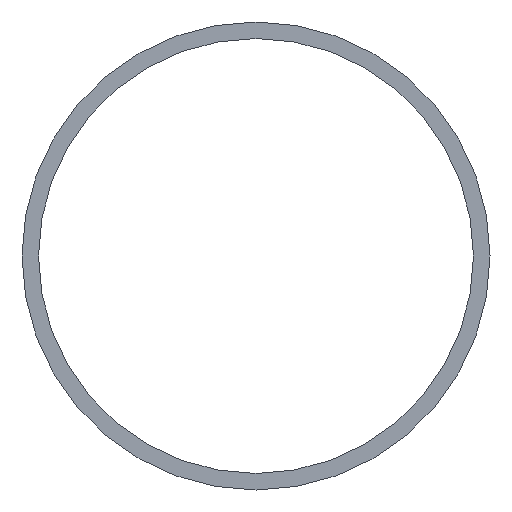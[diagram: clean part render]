
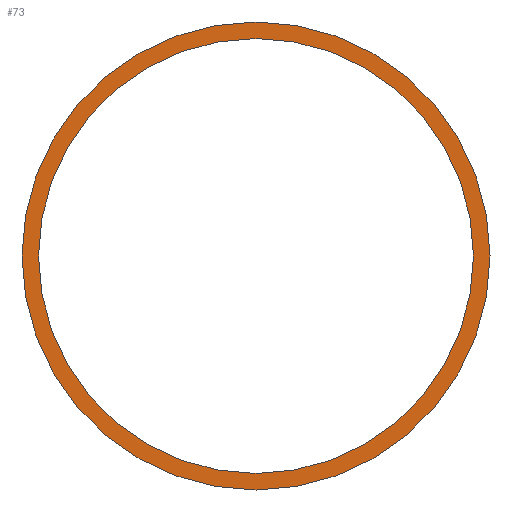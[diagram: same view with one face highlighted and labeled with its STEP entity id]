
A CAD part, front view. The second image highlights one B-rep face of the part: STEP entity #73.
In plain terms, the highlighted planar face has unit normal (0, -1, 0).
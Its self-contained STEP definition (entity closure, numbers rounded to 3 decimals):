
#19 = EDGE_LOOP ( 'NONE', ( #60 ) ) ;
#26 = PLANE ( 'NONE',  #96 ) ;
#28 = DIRECTION ( 'NONE',  ( 0., 0., 1. ) ) ;
#30 = VERTEX_POINT ( 'NONE', #105 ) ;
#33 = CIRCLE ( 'NONE', #99, 42.5 ) ;
#34 = ORIENTED_EDGE ( 'NONE', *, *, #114, .F. ) ;
#35 = DIRECTION ( 'NONE',  ( 0., 0., 1. ) ) ;
#43 = CARTESIAN_POINT ( 'NONE',  ( 0., 0., 0. ) ) ;
#45 = DIRECTION ( 'NONE',  ( 0., 1., 0. ) ) ;
#48 = DIRECTION ( 'NONE',  ( 0., 0., 1. ) ) ;
#51 = CARTESIAN_POINT ( 'NONE',  ( 0., 0., 0. ) ) ;
#60 = ORIENTED_EDGE ( 'NONE', *, *, #70, .T. ) ;
#63 = CARTESIAN_POINT ( 'NONE',  ( 0., 0., 39.5 ) ) ;
#66 = AXIS2_PLACEMENT_3D ( 'NONE', #43, #118, #35 ) ;
#68 = FACE_OUTER_BOUND ( 'NONE', #81, .T. ) ;
#70 = EDGE_CURVE ( 'NONE', #103, #103, #79, .T. ) ;
#73 = ADVANCED_FACE ( 'NONE', ( #68, #108 ), #26, .F. ) ;
#79 = CIRCLE ( 'NONE', #66, 39.5 ) ;
#81 = EDGE_LOOP ( 'NONE', ( #34 ) ) ;
#91 = DIRECTION ( 'NONE',  ( 0., 1., 0. ) ) ;
#96 = AXIS2_PLACEMENT_3D ( 'NONE', #51, #91, #28 ) ;
#99 = AXIS2_PLACEMENT_3D ( 'NONE', #101, #45, #48 ) ;
#101 = CARTESIAN_POINT ( 'NONE',  ( 0., 0., 0. ) ) ;
#103 = VERTEX_POINT ( 'NONE', #63 ) ;
#105 = CARTESIAN_POINT ( 'NONE',  ( 0., 0., 42.5 ) ) ;
#108 = FACE_BOUND ( 'NONE', #19, .T. ) ;
#114 = EDGE_CURVE ( 'NONE', #30, #30, #33, .T. ) ;
#118 = DIRECTION ( 'NONE',  ( 0., 1., 0. ) ) ;
